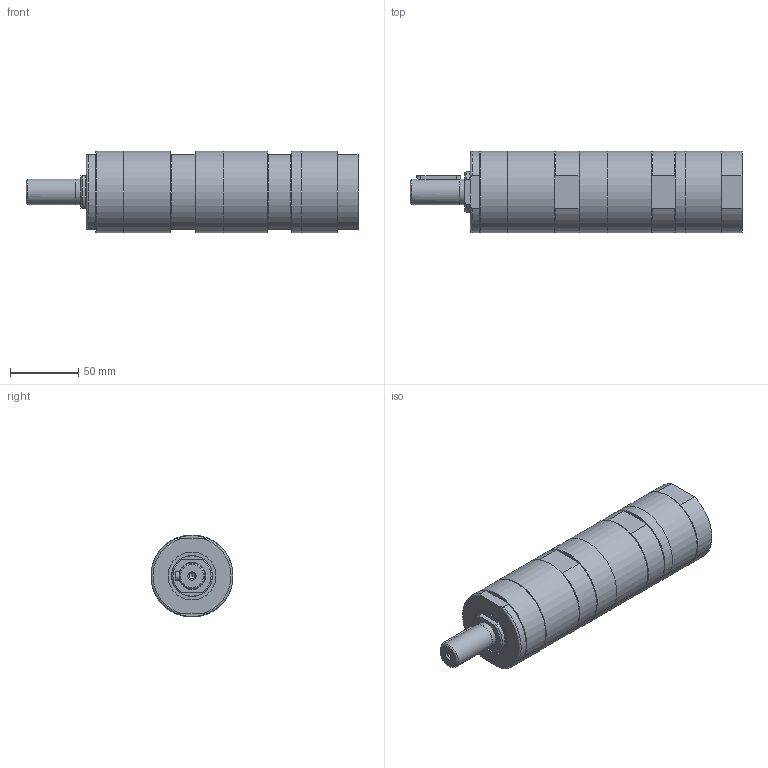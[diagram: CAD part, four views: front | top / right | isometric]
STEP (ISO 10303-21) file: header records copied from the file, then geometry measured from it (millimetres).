
FILE_DESCRIPTION(/* description */ (''),/* implementation_level */ '2;1');
FILE_NAME(/* name */ 'MRD 120-600 F100_60002267.stp',/* time_stamp */ '2018-08-31T13:40:26+02:00',/* author */ ('FLambert'),/* organization */ (''),/* preprocessor_version */ 'ST-DEVELOPER v17',/* originating_system */ 'Autodesk Inventor 2018',/* authorisation */ '');
FILE_SCHEMA (('AUTOMOTIVE_DESIGN { 1 0 10303 214 3 1 1 }'));
Length unit declared in the file: millimetre
Products named in the file (1): MRD 120-600 F100_60002267
Bounding box: 243 x 60 x 60 mm (x, y, z)
Volume: 559701.8 mm3; surface area: 55528.9 mm2
Topology: 1 solids, 51 shells, 507 faces, 1152 edges, 764 vertices
Faces by surface type: cylinder 240, plane 217, cone 38, bspline 7, torus 3, sphere 2
Full cylindrical faces by diameter (mm): 1.55 x2, 3.6 x1, 4 x2, 4.134 x1, 5 x1, 5.5 x1, 14.95 x2, 18.631 x1, 18.8 x1, 19 x1, 29.95 x1, 35 x1, 53.178 x1, 53.376 x1, 55.178 x1, 55.376 x1, 60 x6
Entity records: 15068 total; most frequent: CARTESIAN_POINT 2885, DIRECTION 2647, ORIENTED_EDGE 2300, EDGE_CURVE 1150, AXIS2_PLACEMENT_3D 1080, VERTEX_POINT 764, CIRCLE 579, EDGE_LOOP 532
